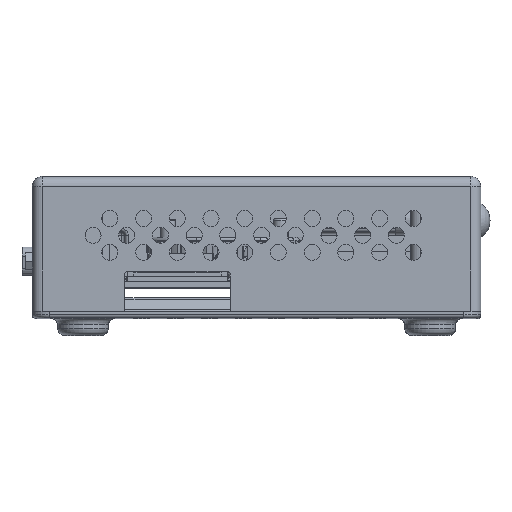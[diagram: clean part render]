
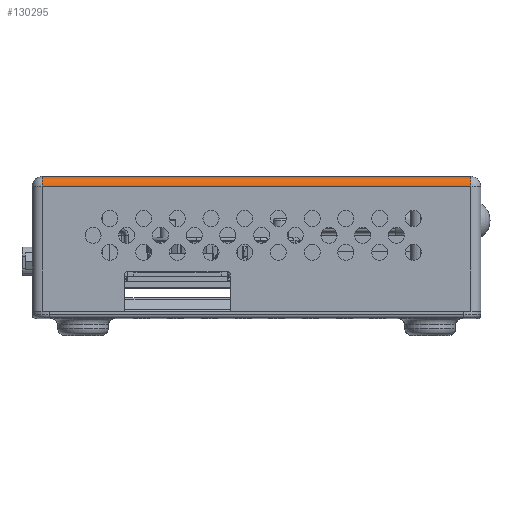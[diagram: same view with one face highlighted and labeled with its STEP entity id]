
A CAD part, top view. The second image highlights one B-rep face of the part: STEP entity #130295.
In plain terms, the highlighted cylindrical face has radius 3 mm (diameter 6 mm), a partial arc.
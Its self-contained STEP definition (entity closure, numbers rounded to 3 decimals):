
#119105=DIRECTION('',(1.,0.,0.));
#119106=VECTOR('',#119105,127.);
#119107=CARTESIAN_POINT('',(-63.5,37.,69.));
#119108=LINE('',#119107,#119106);
#122824=CARTESIAN_POINT('',(63.5,37.,66.));
#122825=DIRECTION('',(1.,0.,0.));
#122826=DIRECTION('',(0.,1.,0.));
#122827=AXIS2_PLACEMENT_3D('',#122824,#122825,#122826);
#122856=CARTESIAN_POINT('',(-63.5,37.,66.));
#122857=DIRECTION('',(-1.,0.,0.));
#122858=DIRECTION('',(0.,0.,1.));
#122859=AXIS2_PLACEMENT_3D('',#122856,#122857,#122858);
#122879=DIRECTION('',(1.,0.,0.));
#122880=VECTOR('',#122879,127.);
#122881=CARTESIAN_POINT('',(-63.5,40.,66.));
#122882=LINE('',#122881,#122880);
#126611=CARTESIAN_POINT('',(63.5,40.,66.));
#126613=VERTEX_POINT('',#126611);
#126653=CARTESIAN_POINT('',(63.5,37.,69.));
#126654=VERTEX_POINT('',#126653);
#126657=CARTESIAN_POINT('',(-63.5,37.,69.));
#126658=VERTEX_POINT('',#126657);
#126659=CARTESIAN_POINT('',(-63.5,40.,66.));
#126660=VERTEX_POINT('',#126659);
#130282=CARTESIAN_POINT('',(-239.879,37.,66.));
#130283=DIRECTION('',(1.,0.,0.));
#130284=DIRECTION('',(0.,1.,0.));
#130285=AXIS2_PLACEMENT_3D('',#130282,#130283,#130284);
#130286=CYLINDRICAL_SURFACE('',#130285,3.);
#130287=ORIENTED_EDGE('',*,*,#126969,.F.);
#130289=ORIENTED_EDGE('',*,*,#130288,.T.);
#130291=ORIENTED_EDGE('',*,*,#130290,.T.);
#130292=ORIENTED_EDGE('',*,*,#130274,.T.);
#130293=EDGE_LOOP('',(#130287,#130289,#130291,#130292));
#130294=FACE_OUTER_BOUND('',#130293,.F.);
#130295=ADVANCED_FACE('',(#130294),#130286,.T.);
#122828=CIRCLE('',#122827,3.);
#122860=CIRCLE('',#122859,3.);
#126969=EDGE_CURVE('',#126658,#126654,#119108,.T.);
#130274=EDGE_CURVE('',#126613,#126654,#122828,.T.);
#130288=EDGE_CURVE('',#126658,#126660,#122860,.T.);
#130290=EDGE_CURVE('',#126660,#126613,#122882,.T.);
